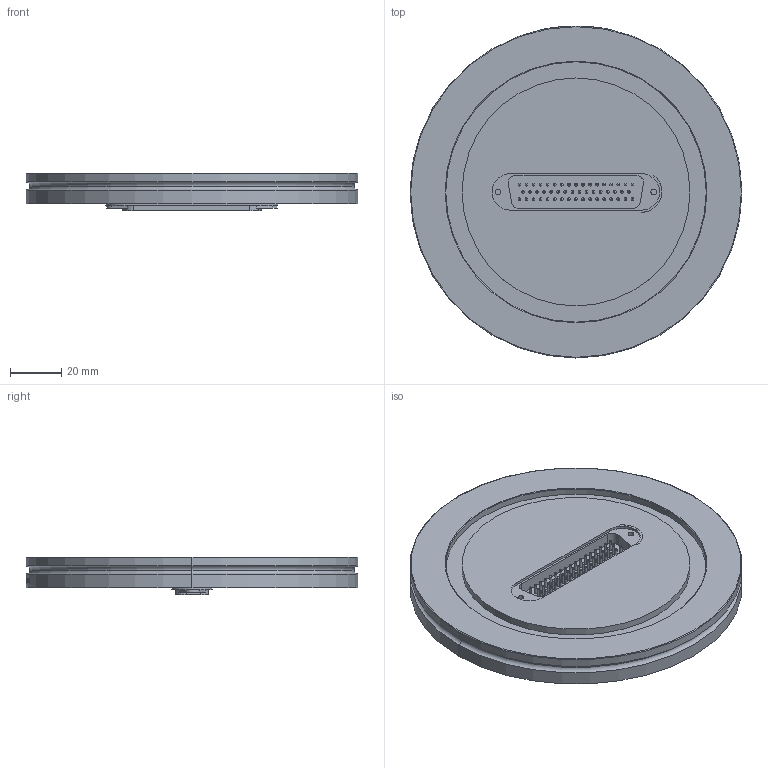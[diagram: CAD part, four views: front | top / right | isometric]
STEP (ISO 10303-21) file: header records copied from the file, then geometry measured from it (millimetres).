
FILE_DESCRIPTION(/* description */ ('Alibre Inc.'),/* implementation_level */ '2;1');
FILE_NAME(/* name */ 'export0',/* time_stamp */ '2009-06-22T08:19:50-07:00',/* author */ (''),/* organization */ (''),/* preprocessor_version */ 'ST-DEVELOPER v10',/* originating_system */ 'Alibre',/* authorisation */ '');
FILE_SCHEMA (('CONFIG_CONTROL_DESIGN'));
Length unit declared in the file: centimetre
Products named in the file (1): ID_1
Bounding box: 130.05 x 130.05 x 14.71 mm (x, y, z)
Volume: 142643.6 mm3; surface area: 39729.8 mm2
Topology: 1 solids, 1 shells, 867 faces, 1878 edges, 1253 vertices
Faces by surface type: plane 351, cylinder 267, bspline 140, torus 106, cone 2, sphere 1
Full cylindrical faces by diameter (mm): 0.94 x100, 1.067 x87, 1.118 x13, 2.261 x4
Entity records: 44765 total; most frequent: CARTESIAN_POINT 29090, ORIENTED_EDGE 2922, DIRECTION 2518, EDGE_CURVE 1461, EDGE_LOOP 1413, FACE_BOUND 1413, AXIS2_PLACEMENT_3D 1350, VERTEX_POINT 1140
